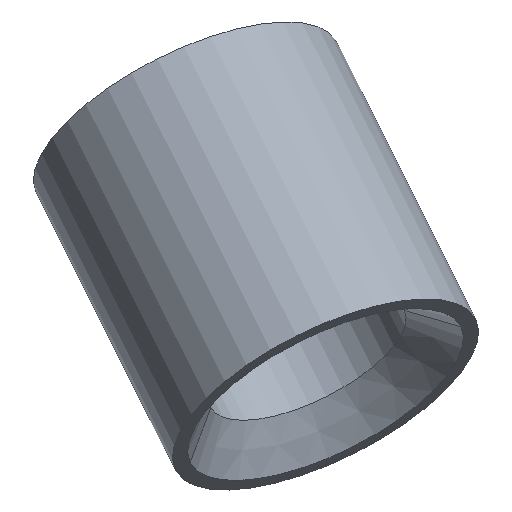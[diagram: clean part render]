
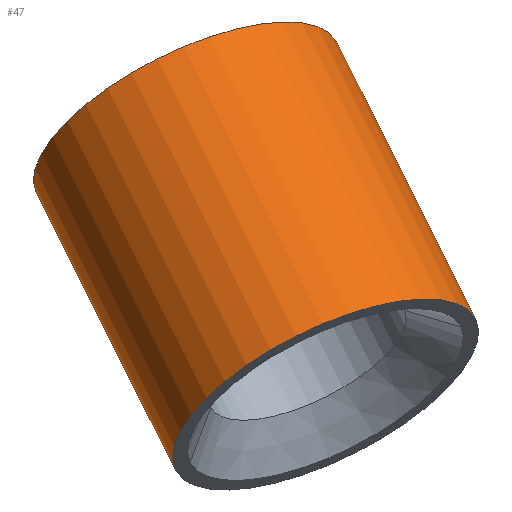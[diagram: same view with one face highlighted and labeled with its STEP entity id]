
A CAD part, top view. The second image highlights one B-rep face of the part: STEP entity #47.
In plain terms, the highlighted cylindrical face has radius 17.5 mm (diameter 35 mm), a partial arc.
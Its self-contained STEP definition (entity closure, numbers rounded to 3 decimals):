
#2 = EDGE_CURVE ( 'NONE', #16, #242, #208, .T. ) ;
#4 = EDGE_CURVE ( 'NONE', #189, #16, #286, .T. ) ;
#5 = DIRECTION ( 'NONE',  ( 0.894, 0.448, 0. ) ) ;
#14 = DIRECTION ( 'NONE',  ( 0.413, -0.824, 0.388 ) ) ;
#16 = VERTEX_POINT ( 'NONE', #144 ) ;
#20 = AXIS2_PLACEMENT_3D ( 'NONE', #165, #23, #56 ) ;
#23 = DIRECTION ( 'NONE',  ( 0.413, -0.824, 0.388 ) ) ;
#36 = LINE ( 'NONE', #155, #268 ) ;
#47 = ADVANCED_FACE ( 'NONE', ( #103 ), #191, .T. ) ;
#56 = DIRECTION ( 'NONE',  ( 0.894, 0.448, 0. ) ) ;
#77 = CARTESIAN_POINT ( 'NONE',  ( -656.25, 144.785, -1173.377 ) ) ;
#81 = VERTEX_POINT ( 'NONE', #278 ) ;
#99 = DIRECTION ( 'NONE',  ( 0.413, -0.824, 0.388 ) ) ;
#102 = CIRCLE ( 'NONE', #132, 17.5 ) ;
#103 = FACE_OUTER_BOUND ( 'NONE', #252, .T. ) ;
#109 = CARTESIAN_POINT ( 'NONE',  ( -673.077, 100.261, -1159.796 ) ) ;
#111 = ORIENTED_EDGE ( 'NONE', *, *, #4, .F. ) ;
#116 = DIRECTION ( 'NONE',  ( 0.894, 0.448, 0. ) ) ;
#130 = CARTESIAN_POINT ( 'NONE',  ( -656.25, 144.785, -1173.377 ) ) ;
#132 = AXIS2_PLACEMENT_3D ( 'NONE', #236, #14, #116 ) ;
#144 = CARTESIAN_POINT ( 'NONE',  ( -641.791, 115.95, -1159.796 ) ) ;
#149 = CARTESIAN_POINT ( 'NONE',  ( -671.893, 136.941, -1173.377 ) ) ;
#155 = CARTESIAN_POINT ( 'NONE',  ( -687.537, 129.097, -1173.377 ) ) ;
#160 = VECTOR ( 'NONE', #99, 1000. ) ;
#165 = CARTESIAN_POINT ( 'NONE',  ( -657.434, 108.106, -1159.796 ) ) ;
#189 = VERTEX_POINT ( 'NONE', #130 ) ;
#191 = CYLINDRICAL_SURFACE ( 'NONE', #285, 17.5 ) ;
#195 = DIRECTION ( 'NONE',  ( 0.413, -0.824, 0.388 ) ) ;
#208 = CIRCLE ( 'NONE', #20, 17.5 ) ;
#218 = DIRECTION ( 'NONE',  ( 0.413, -0.824, 0.388 ) ) ;
#222 = ORIENTED_EDGE ( 'NONE', *, *, #2, .F. ) ;
#236 = CARTESIAN_POINT ( 'NONE',  ( -671.893, 136.941, -1173.377 ) ) ;
#242 = VERTEX_POINT ( 'NONE', #109 ) ;
#252 = EDGE_LOOP ( 'NONE', ( #277, #261, #222, #111 ) ) ;
#261 = ORIENTED_EDGE ( 'NONE', *, *, #291, .T. ) ;
#268 = VECTOR ( 'NONE', #218, 1000. ) ;
#277 = ORIENTED_EDGE ( 'NONE', *, *, #296, .T. ) ;
#278 = CARTESIAN_POINT ( 'NONE',  ( -687.537, 129.097, -1173.377 ) ) ;
#285 = AXIS2_PLACEMENT_3D ( 'NONE', #149, #195, #5 ) ;
#286 = LINE ( 'NONE', #77, #160 ) ;
#291 = EDGE_CURVE ( 'NONE', #81, #242, #36, .T. ) ;
#296 = EDGE_CURVE ( 'NONE', #189, #81, #102, .T. ) ;
